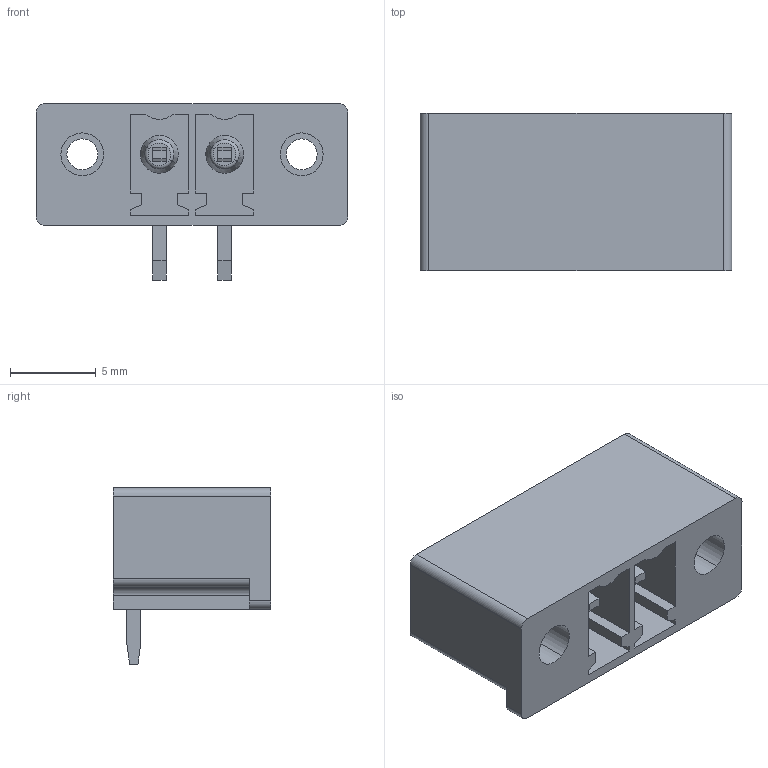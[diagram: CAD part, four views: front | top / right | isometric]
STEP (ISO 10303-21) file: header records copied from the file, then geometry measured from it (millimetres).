
FILE_DESCRIPTION(('CATIA V5 STEP Exchange','CAx-IF Rec.Pracs.--- Model Styling and Organization---1.2---2011-12-15'),'2;1');
FILE_NAME ('D1447434_0', '2018-10-12T04:53:35+00:00', ('none'), ('Weidmueller'), 'CATIA Version 5-6 Release 2014', 'CATIA V5 STEP AP214', 'none');
FILE_SCHEMA(('AUTOMOTIVE_DESIGN { 1 0 10303 214 1 1 1 1 }'));
Length unit declared in the file: millimetre
Products named in the file (1): 1038040000
Bounding box: 18.21 x 9.2 x 10.3 mm (x, y, z)
Volume: 723.5 mm3; surface area: 1305.9 mm2
Topology: 3 solids, 3 shells, 164 faces, 448 edges, 296 vertices
Faces by surface type: plane 130, cylinder 22, cone 8, torus 4
Entity records: 4866 total; most frequent: ORIENTED_EDGE 896, CARTESIAN_POINT 860, DIRECTION 678, EDGE_CURVE 448, VECTOR 384, LINE 384, VERTEX_POINT 296, AXIS2_PLACEMENT_3D 180
